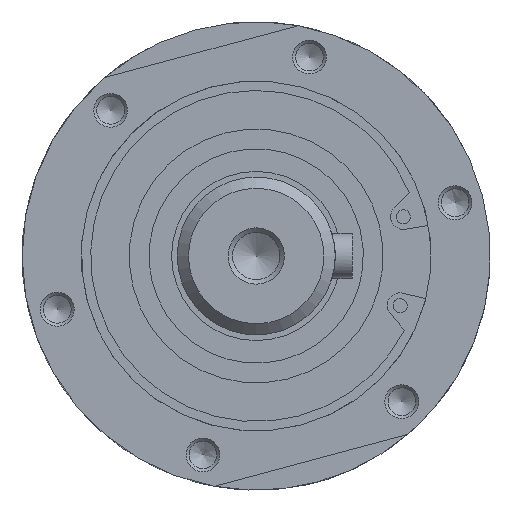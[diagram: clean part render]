
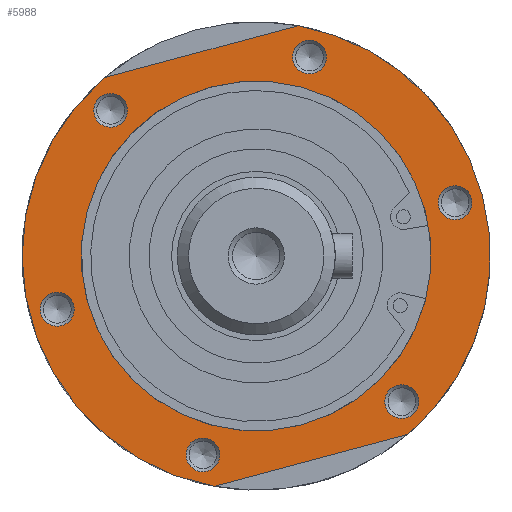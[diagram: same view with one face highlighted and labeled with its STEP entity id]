
A CAD part, left-side view. The second image highlights one B-rep face of the part: STEP entity #5988.
In plain terms, the highlighted planar face has unit normal (-1, 0, 0).
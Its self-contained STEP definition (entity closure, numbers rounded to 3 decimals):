
#5261=CARTESIAN_POINT('',(-225.,-29.944,8.023));
#5262=VERTEX_POINT('',#5261);
#5263=CARTESIAN_POINT('',(-225.,0.,0.));
#5264=DIRECTION('',(1.,0.,0.));
#5265=DIRECTION('',(0.,-0.966,0.259));
#5266=AXIS2_PLACEMENT_3D('',#5263,#5264,#5265);
#5267=CIRCLE('',#5266,31.);
#5268=EDGE_CURVE('',#5262,#5262,#5267,.T.);
#5621=CARTESIAN_POINT('',(-225.,-12.345,34.48));
#5622=VERTEX_POINT('',#5621);
#5623=CARTESIAN_POINT('',(-225.,-9.447,35.256));
#5624=DIRECTION('',(-1.,0.,0.));
#5625=DIRECTION('',(0.,0.966,0.259));
#5626=AXIS2_PLACEMENT_3D('',#5623,#5624,#5625);
#5627=CIRCLE('',#5626,3.);
#5628=EDGE_CURVE('',#5622,#5622,#5627,.T.);
#5682=CARTESIAN_POINT('',(-225.,-36.033,6.549));
#5683=VERTEX_POINT('',#5682);
#5684=CARTESIAN_POINT('',(-225.,-35.256,9.447));
#5685=DIRECTION('',(-1.,0.,0.));
#5686=DIRECTION('',(0.,0.259,0.966));
#5687=AXIS2_PLACEMENT_3D('',#5684,#5685,#5686);
#5688=CIRCLE('',#5687,3.);
#5689=EDGE_CURVE('',#5683,#5683,#5688,.T.);
#5743=CARTESIAN_POINT('',(-225.,23.688,27.931));
#5744=VERTEX_POINT('',#5743);
#5745=CARTESIAN_POINT('',(-225.,25.809,25.809));
#5746=DIRECTION('',(-1.,0.,0.));
#5747=DIRECTION('',(0.,0.707,-0.707));
#5748=AXIS2_PLACEMENT_3D('',#5745,#5746,#5747);
#5749=CIRCLE('',#5748,3.);
#5750=EDGE_CURVE('',#5744,#5744,#5749,.T.);
#5804=CARTESIAN_POINT('',(-225.,-23.688,-27.931));
#5805=VERTEX_POINT('',#5804);
#5806=CARTESIAN_POINT('',(-225.,-25.809,-25.809));
#5807=DIRECTION('',(-1.,0.,0.));
#5808=DIRECTION('',(0.,-0.707,0.707));
#5809=AXIS2_PLACEMENT_3D('',#5806,#5807,#5808);
#5810=CIRCLE('',#5809,3.);
#5811=EDGE_CURVE('',#5805,#5805,#5810,.T.);
#5865=CARTESIAN_POINT('',(-225.,36.033,-6.549));
#5866=VERTEX_POINT('',#5865);
#5867=CARTESIAN_POINT('',(-225.,35.256,-9.447));
#5868=DIRECTION('',(-1.0,0.,0.));
#5869=DIRECTION('',(0.,-0.259,-0.966));
#5870=AXIS2_PLACEMENT_3D('',#5867,#5868,#5869);
#5871=CIRCLE('',#5870,3.);
#5872=EDGE_CURVE('',#5866,#5866,#5871,.T.);
#5918=CARTESIAN_POINT('',(-225.,-35.015,9.382));
#5919=DIRECTION('',(-1.0,0.0,0.0));
#5920=DIRECTION('',(0.0,-0.259,-0.966));
#5921=AXIS2_PLACEMENT_3D('',#5918,#5919,#5920);
#5922=PLANE('',#5921);
#5923=CARTESIAN_POINT('',(-225.,-7.465,40.823));
#5924=VERTEX_POINT('',#5923);
#5925=CARTESIAN_POINT('',(-225.,26.876,31.621));
#5926=VERTEX_POINT('',#5925);
#5927=CARTESIAN_POINT('',(-225.,-7.465,40.823));
#5928=DIRECTION('',(0.0,0.966,-0.259));
#5929=VECTOR('',#5928,35.553);
#5930=LINE('',#5927,#5929);
#5931=EDGE_CURVE('',#5924,#5926,#5930,.T.);
#5932=ORIENTED_EDGE('',*,*,#5931,.T.);
#5933=CARTESIAN_POINT('',(-225.,7.465,-40.823));
#5934=VERTEX_POINT('',#5933);
#5935=CARTESIAN_POINT('',(-225.,0.,0.));
#5936=DIRECTION('',(1.,0.,0.));
#5937=DIRECTION('',(0.,-0.966,0.259));
#5938=AXIS2_PLACEMENT_3D('',#5935,#5936,#5937);
#5939=CIRCLE('',#5938,41.5);
#5940=EDGE_CURVE('',#5934,#5926,#5939,.T.);
#5941=ORIENTED_EDGE('',*,*,#5940,.F.);
#5942=CARTESIAN_POINT('',(-225.,-26.876,-31.621));
#5943=VERTEX_POINT('',#5942);
#5944=CARTESIAN_POINT('',(-225.,7.465,-40.823));
#5945=DIRECTION('',(0.,-0.966,0.259));
#5946=VECTOR('',#5945,35.553);
#5947=LINE('',#5944,#5946);
#5948=EDGE_CURVE('',#5934,#5943,#5947,.T.);
#5949=ORIENTED_EDGE('',*,*,#5948,.T.);
#5950=CARTESIAN_POINT('',(-225.,0.,0.));
#5951=DIRECTION('',(1.,0.,0.));
#5952=DIRECTION('',(0.,-0.966,0.259));
#5953=AXIS2_PLACEMENT_3D('',#5950,#5951,#5952);
#5954=CIRCLE('',#5953,41.5);
#5955=EDGE_CURVE('',#5924,#5943,#5954,.T.);
#5956=ORIENTED_EDGE('',*,*,#5955,.F.);
#5957=EDGE_LOOP('',(#5932,#5941,#5949,#5956));
#5958=FACE_OUTER_BOUND('',#5957,.T.);
#5959=ORIENTED_EDGE('',*,*,#5872,.F.);
#5960=EDGE_LOOP('',(#5959));
#5961=FACE_BOUND('',#5960,.T.);
#5962=ORIENTED_EDGE('',*,*,#5750,.F.);
#5963=EDGE_LOOP('',(#5962));
#5964=FACE_BOUND('',#5963,.T.);
#5965=ORIENTED_EDGE('',*,*,#5628,.F.);
#5966=EDGE_LOOP('',(#5965));
#5967=FACE_BOUND('',#5966,.T.);
#5968=ORIENTED_EDGE('',*,*,#5268,.T.);
#5969=EDGE_LOOP('',(#5968));
#5970=FACE_BOUND('',#5969,.T.);
#5971=ORIENTED_EDGE('',*,*,#5689,.F.);
#5972=EDGE_LOOP('',(#5971));
#5973=FACE_BOUND('',#5972,.T.);
#5974=ORIENTED_EDGE('',*,*,#5811,.F.);
#5975=EDGE_LOOP('',(#5974));
#5976=FACE_BOUND('',#5975,.T.);
#5977=CARTESIAN_POINT('',(-225.,12.345,-34.48));
#5978=VERTEX_POINT('',#5977);
#5979=CARTESIAN_POINT('',(-225.,9.447,-35.256));
#5980=DIRECTION('',(-1.,0.,0.));
#5981=DIRECTION('',(0.,-0.966,-0.259));
#5982=AXIS2_PLACEMENT_3D('',#5979,#5980,#5981);
#5983=CIRCLE('',#5982,3.);
#5984=EDGE_CURVE('',#5978,#5978,#5983,.T.);
#5985=ORIENTED_EDGE('',*,*,#5984,.F.);
#5986=EDGE_LOOP('',(#5985));
#5987=FACE_BOUND('',#5986,.T.);
#5988=ADVANCED_FACE('',(#5958,#5961,#5964,#5967,#5970,#5973,#5976,#5987),#5922,.T.);
